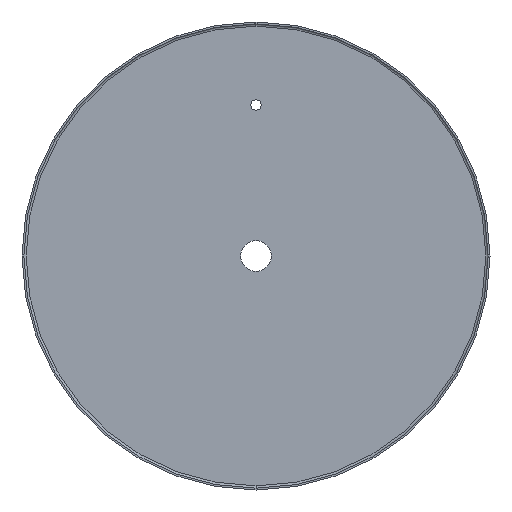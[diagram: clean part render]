
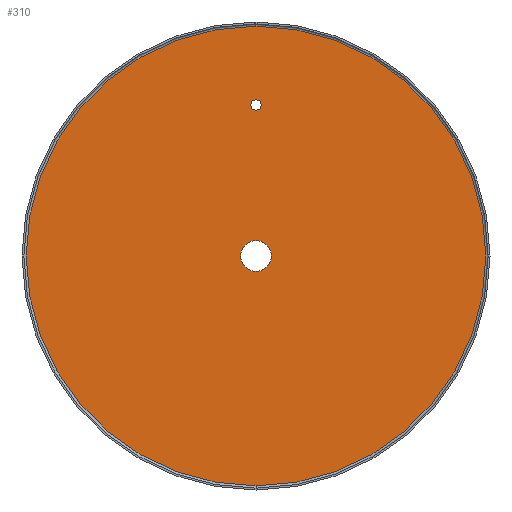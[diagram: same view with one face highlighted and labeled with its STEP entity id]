
A CAD part, front view. The second image highlights one B-rep face of the part: STEP entity #310.
In plain terms, the highlighted planar face has unit normal (0, -1, 0).
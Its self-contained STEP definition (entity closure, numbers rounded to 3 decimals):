
#73=CARTESIAN_POINT('',(0.,0.,0.));
#74=DIRECTION('',(0.,-1.,0.));
#75=DIRECTION('',(1.,0.,0.));
#76=AXIS2_PLACEMENT_3D('',#73,#74,#75);
#78=CARTESIAN_POINT('',(0.,0.,0.));
#79=DIRECTION('',(0.,-1.,0.));
#80=DIRECTION('',(-1.,0.,0.));
#81=AXIS2_PLACEMENT_3D('',#78,#79,#80);
#83=CARTESIAN_POINT('',(0.,0.,200.));
#84=DIRECTION('',(0.,-1.,0.));
#85=DIRECTION('',(1.,0.,0.));
#86=AXIS2_PLACEMENT_3D('',#83,#84,#85);
#88=CARTESIAN_POINT('',(0.,0.,200.));
#89=DIRECTION('',(0.,-1.,0.));
#90=DIRECTION('',(-1.,0.,0.));
#91=AXIS2_PLACEMENT_3D('',#88,#89,#90);
#103=CARTESIAN_POINT('',(0.,0.,0.));
#104=DIRECTION('',(0.,1.,0.));
#105=DIRECTION('',(0.,0.,-1.));
#106=AXIS2_PLACEMENT_3D('',#103,#104,#105);
#108=CARTESIAN_POINT('',(0.,0.,0.));
#109=DIRECTION('',(0.,-1.,0.));
#110=DIRECTION('',(0.,0.,-1.));
#111=AXIS2_PLACEMENT_3D('',#108,#109,#110);
#171=CARTESIAN_POINT('',(0.,0.,-304.5));
#172=VERTEX_POINT('',#171);
#175=CARTESIAN_POINT('',(0.,0.,304.5));
#176=VERTEX_POINT('',#175);
#177=CARTESIAN_POINT('',(20.5,0.,0.));
#178=CARTESIAN_POINT('',(-20.5,0.,0.));
#179=VERTEX_POINT('',#177);
#180=VERTEX_POINT('',#178);
#186=CARTESIAN_POINT('',(7.,0.,200.));
#188=VERTEX_POINT('',#186);
#190=CARTESIAN_POINT('',(-7.,0.,200.));
#192=VERTEX_POINT('',#190);
#288=CARTESIAN_POINT('',(0.,0.,0.));
#289=DIRECTION('',(0.,-1.,0.));
#290=DIRECTION('',(0.,0.,1.));
#291=AXIS2_PLACEMENT_3D('',#288,#289,#290);
#292=PLANE('',#291);
#294=ORIENTED_EDGE('',*,*,#293,.T.);
#296=ORIENTED_EDGE('',*,*,#295,.F.);
#297=EDGE_LOOP('',(#294,#296));
#298=FACE_OUTER_BOUND('',#297,.F.);
#299=ORIENTED_EDGE('',*,*,#278,.T.);
#301=ORIENTED_EDGE('',*,*,#300,.T.);
#302=EDGE_LOOP('',(#299,#301));
#303=FACE_BOUND('',#302,.F.);
#305=ORIENTED_EDGE('',*,*,#304,.T.);
#307=ORIENTED_EDGE('',*,*,#306,.T.);
#308=EDGE_LOOP('',(#305,#307));
#309=FACE_BOUND('',#308,.F.);
#310=ADVANCED_FACE('',(#298,#303,#309),#292,.T.);
#77=CIRCLE('',#76,20.5);
#82=CIRCLE('',#81,20.5);
#87=CIRCLE('',#86,7.);
#92=CIRCLE('',#91,7.);
#107=CIRCLE('',#106,304.5);
#112=CIRCLE('',#111,304.5);
#278=EDGE_CURVE('',#179,#180,#77,.T.);
#293=EDGE_CURVE('',#172,#176,#107,.T.);
#295=EDGE_CURVE('',#172,#176,#112,.T.);
#300=EDGE_CURVE('',#180,#179,#82,.T.);
#304=EDGE_CURVE('',#188,#192,#87,.T.);
#306=EDGE_CURVE('',#192,#188,#92,.T.);
